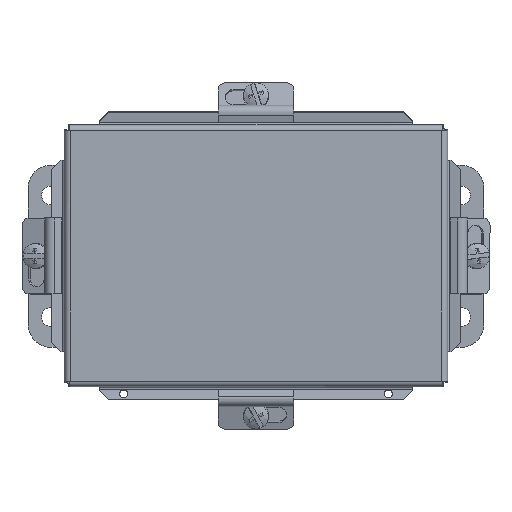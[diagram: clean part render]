
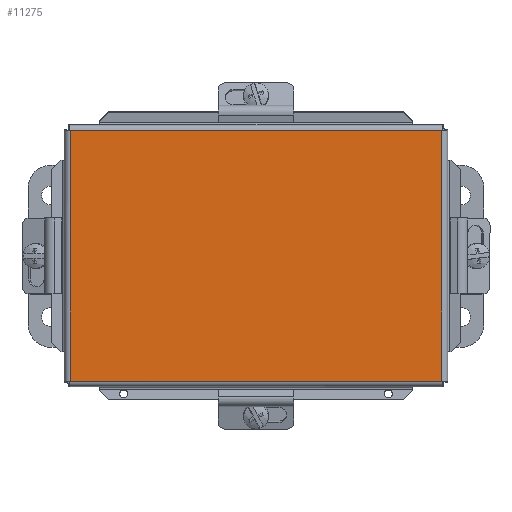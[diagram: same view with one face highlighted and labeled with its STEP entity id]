
A CAD part, top view. The second image highlights one B-rep face of the part: STEP entity #11275.
In plain terms, the highlighted face is planar.
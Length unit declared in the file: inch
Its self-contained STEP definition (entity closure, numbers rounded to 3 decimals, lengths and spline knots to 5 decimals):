
#429 = CARTESIAN_POINT ( 'NONE',  ( 4.21675, 6.21675, 0. ) ) ;
#509 = VECTOR ( 'NONE', #2326, 39.37008 ) ;
#567 = CARTESIAN_POINT ( 'NONE',  ( 0.09325, 6.21675, 0. ) ) ;
#640 = VERTEX_POINT ( 'NONE', #4604 ) ;
#1154 = CARTESIAN_POINT ( 'NONE',  ( 4.21675, 0.09325, 0. ) ) ;
#1509 = DIRECTION ( 'NONE',  ( 0., -1., 0. ) ) ;
#2324 = LINE ( 'NONE', #10926, #10346 ) ;
#2326 = DIRECTION ( 'NONE',  ( 1., 0., 0. ) ) ;
#2438 = DIRECTION ( 'NONE',  ( 0., 0., 1. ) ) ;
#3105 = CARTESIAN_POINT ( 'NONE',  ( 0.09325, 0.09325, 0. ) ) ;
#3329 = LINE ( 'NONE', #7586, #509 ) ;
#3643 = DIRECTION ( 'NONE',  ( 0., 1., 0. ) ) ;
#3652 = VECTOR ( 'NONE', #10475, 39.37008 ) ;
#3788 = ORIENTED_EDGE ( 'NONE', *, *, #4345, .T. ) ;
#4018 = VERTEX_POINT ( 'NONE', #567 ) ;
#4345 = EDGE_CURVE ( 'NONE', #10204, #7601, #9261, .T. ) ;
#4604 = CARTESIAN_POINT ( 'NONE',  ( 4.21675, 6.21675, 0. ) ) ;
#4646 = ORIENTED_EDGE ( 'NONE', *, *, #11375, .T. ) ;
#5708 = EDGE_LOOP ( 'NONE', ( #4646, #3788, #12694, #11164 ) ) ;
#7586 = CARTESIAN_POINT ( 'NONE',  ( 0.09325, 6.21675, 0. ) ) ;
#7601 = VERTEX_POINT ( 'NONE', #3105 ) ;
#7653 = EDGE_CURVE ( 'NONE', #4018, #640, #3329, .T. ) ;
#8127 = LINE ( 'NONE', #429, #13152 ) ;
#8399 = EDGE_CURVE ( 'NONE', #7601, #4018, #2324, .T. ) ;
#8754 = CARTESIAN_POINT ( 'NONE',  ( 2.155, 3.155, 0. ) ) ;
#9261 = LINE ( 'NONE', #1154, #3652 ) ;
#9737 = PLANE ( 'NONE',  #12024 ) ;
#9781 = DIRECTION ( 'NONE',  ( 1., 0., 0. ) ) ;
#10204 = VERTEX_POINT ( 'NONE', #11862 ) ;
#10346 = VECTOR ( 'NONE', #3643, 39.37008 ) ;
#10475 = DIRECTION ( 'NONE',  ( -1., 0., 0. ) ) ;
#10926 = CARTESIAN_POINT ( 'NONE',  ( 0.09325, 0.09325, 0. ) ) ;
#11164 = ORIENTED_EDGE ( 'NONE', *, *, #7653, .T. ) ;
#11275 = ADVANCED_FACE ( 'NONE', ( #13317 ), #9737, .F. ) ;
#11375 = EDGE_CURVE ( 'NONE', #640, #10204, #8127, .T. ) ;
#11862 = CARTESIAN_POINT ( 'NONE',  ( 4.21675, 0.09325, 0. ) ) ;
#12024 = AXIS2_PLACEMENT_3D ( 'NONE', #8754, #2438, #9781 ) ;
#12694 = ORIENTED_EDGE ( 'NONE', *, *, #8399, .T. ) ;
#13152 = VECTOR ( 'NONE', #1509, 39.37008 ) ;
#13317 = FACE_OUTER_BOUND ( 'NONE', #5708, .T. ) ;
